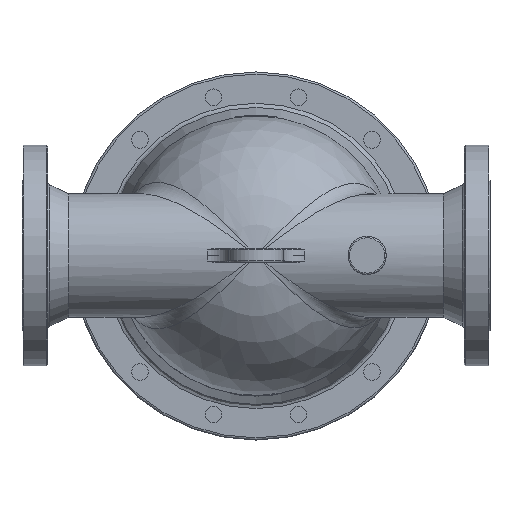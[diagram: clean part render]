
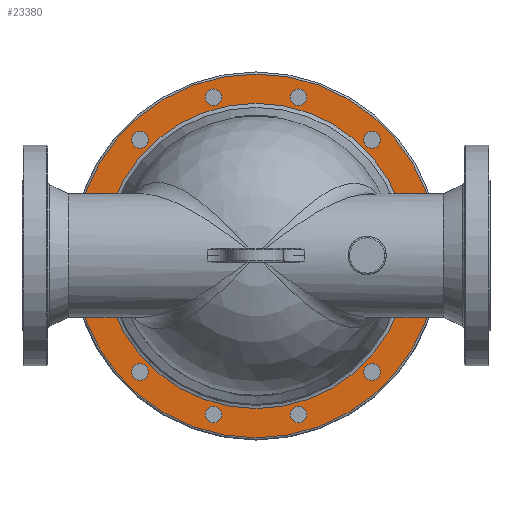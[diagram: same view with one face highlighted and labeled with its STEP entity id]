
A CAD part, top view. The second image highlights one B-rep face of the part: STEP entity #23380.
In plain terms, the highlighted planar face has unit normal (0, 0, 1).
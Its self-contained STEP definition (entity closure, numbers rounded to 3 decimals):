
#112=CARTESIAN_POINT('',(-177.623,173.231,45.0));
#113=VERTEX_POINT('',#112);
#114=CARTESIAN_POINT('',(-167.231,167.231,45.0));
#115=DIRECTION('',(0.0,0.0,-1.0));
#116=DIRECTION('',(0.866,-0.5,0.0));
#117=AXIS2_PLACEMENT_3D('',#114,#115,#116);
#118=CIRCLE('',#117,12.0);
#119=EDGE_CURVE('',#113,#113,#118,.T.);
#177=CARTESIAN_POINT('',(-67.211,238.834,45.0));
#178=VERTEX_POINT('',#177);
#179=CARTESIAN_POINT('',(-61.211,228.441,45.0));
#180=DIRECTION('',(0.0,0.0,-1.0));
#181=DIRECTION('',(0.5,-0.866,0.0));
#182=AXIS2_PLACEMENT_3D('',#179,#180,#181);
#183=CIRCLE('',#182,12.);
#184=EDGE_CURVE('',#178,#178,#183,.T.);
#242=CARTESIAN_POINT('',(61.211,240.441,45.0));
#243=VERTEX_POINT('',#242);
#244=CARTESIAN_POINT('',(61.211,228.441,45.0));
#245=DIRECTION('',(0.0,0.0,-1.0));
#246=DIRECTION('',(0.0,-1.0,0.0));
#247=AXIS2_PLACEMENT_3D('',#244,#245,#246);
#248=CIRCLE('',#247,12.);
#249=EDGE_CURVE('',#243,#243,#248,.T.);
#307=CARTESIAN_POINT('',(173.231,177.623,45.0));
#308=VERTEX_POINT('',#307);
#309=CARTESIAN_POINT('',(167.231,167.231,45.0));
#310=DIRECTION('',(0.0,0.0,-1.0));
#311=DIRECTION('',(-0.5,-0.866,0.0));
#312=AXIS2_PLACEMENT_3D('',#309,#310,#311);
#313=CIRCLE('',#312,12.0);
#314=EDGE_CURVE('',#308,#308,#313,.T.);
#372=CARTESIAN_POINT('',(238.834,67.211,45.0));
#373=VERTEX_POINT('',#372);
#374=CARTESIAN_POINT('',(228.441,61.211,45.0));
#375=DIRECTION('',(0.0,0.0,-1.0));
#376=DIRECTION('',(-0.866,-0.5,0.0));
#377=AXIS2_PLACEMENT_3D('',#374,#375,#376);
#378=CIRCLE('',#377,12.);
#379=EDGE_CURVE('',#373,#373,#378,.T.);
#437=CARTESIAN_POINT('',(240.441,-61.211,45.0));
#438=VERTEX_POINT('',#437);
#439=CARTESIAN_POINT('',(228.441,-61.211,45.0));
#440=DIRECTION('',(0.0,0.0,-1.0));
#441=DIRECTION('',(-1.0,0.0,0.0));
#442=AXIS2_PLACEMENT_3D('',#439,#440,#441);
#443=CIRCLE('',#442,12.);
#444=EDGE_CURVE('',#438,#438,#443,.T.);
#502=CARTESIAN_POINT('',(177.623,-173.231,45.0));
#503=VERTEX_POINT('',#502);
#504=CARTESIAN_POINT('',(167.231,-167.231,45.0));
#505=DIRECTION('',(0.0,0.0,-1.));
#506=DIRECTION('',(-0.866,0.5,0.0));
#507=AXIS2_PLACEMENT_3D('',#504,#505,#506);
#508=CIRCLE('',#507,12.);
#509=EDGE_CURVE('',#503,#503,#508,.T.);
#567=CARTESIAN_POINT('',(67.211,-238.834,45.0));
#568=VERTEX_POINT('',#567);
#569=CARTESIAN_POINT('',(61.211,-228.441,45.0));
#570=DIRECTION('',(0.0,0.0,-1.));
#571=DIRECTION('',(-0.5,0.866,0.0));
#572=AXIS2_PLACEMENT_3D('',#569,#570,#571);
#573=CIRCLE('',#572,12.);
#574=EDGE_CURVE('',#568,#568,#573,.T.);
#632=CARTESIAN_POINT('',(-61.211,-240.441,45.0));
#633=VERTEX_POINT('',#632);
#634=CARTESIAN_POINT('',(-61.211,-228.441,45.0));
#635=DIRECTION('',(0.0,0.0,-1.0));
#636=DIRECTION('',(0.0,1.0,0.0));
#637=AXIS2_PLACEMENT_3D('',#634,#635,#636);
#638=CIRCLE('',#637,12.);
#639=EDGE_CURVE('',#633,#633,#638,.T.);
#697=CARTESIAN_POINT('',(-173.231,-177.623,45.0));
#698=VERTEX_POINT('',#697);
#699=CARTESIAN_POINT('',(-167.231,-167.231,45.0));
#700=DIRECTION('',(0.0,0.0,-1.));
#701=DIRECTION('',(0.5,0.866,0.0));
#702=AXIS2_PLACEMENT_3D('',#699,#700,#701);
#703=CIRCLE('',#702,12.0);
#704=EDGE_CURVE('',#698,#698,#703,.T.);
#762=CARTESIAN_POINT('',(-238.834,-67.211,45.0));
#763=VERTEX_POINT('',#762);
#764=CARTESIAN_POINT('',(-228.441,-61.211,45.0));
#765=DIRECTION('',(0.0,0.0,-1.0));
#766=DIRECTION('',(0.866,0.5,0.0));
#767=AXIS2_PLACEMENT_3D('',#764,#765,#766);
#768=CIRCLE('',#767,12.0);
#769=EDGE_CURVE('',#763,#763,#768,.T.);
#5821=CARTESIAN_POINT('',(-240.441,61.211,45.0));
#5822=VERTEX_POINT('',#5821);
#5823=CARTESIAN_POINT('',(-228.441,61.211,45.0));
#5824=DIRECTION('',(0.0,0.0,-1.0));
#5825=DIRECTION('',(1.0,0.0,0.0));
#5826=AXIS2_PLACEMENT_3D('',#5823,#5824,#5825);
#5827=CIRCLE('',#5826,12.);
#5828=EDGE_CURVE('',#5822,#5822,#5827,.T.);
#23313=CARTESIAN_POINT('',(219.761,0.,45.0));
#23314=VERTEX_POINT('',#23313);
#23315=CARTESIAN_POINT('',(0.,0.0,45.0));
#23316=DIRECTION('',(0.0,0.0,1.0));
#23317=DIRECTION('',(-1.0,0.0,0.0));
#23318=AXIS2_PLACEMENT_3D('',#23315,#23316,#23317);
#23319=CIRCLE('',#23318,219.761);
#23320=EDGE_CURVE('',#23314,#23314,#23319,.T.);
#23325=CARTESIAN_POINT('',(0.0,0.0,45.0));
#23326=DIRECTION('',(0.0,0.0,-1.0));
#23327=DIRECTION('',(-1.0,0.0,0.0));
#23328=AXIS2_PLACEMENT_3D('',#23325,#23326,#23327);
#23329=PLANE('',#23328);
#23330=CARTESIAN_POINT('',(262.0,0.,45.0));
#23331=VERTEX_POINT('',#23330);
#23332=CARTESIAN_POINT('',(0.0,0.0,45.0));
#23333=DIRECTION('',(0.0,0.0,-1.0));
#23334=DIRECTION('',(-1.0,0.0,0.0));
#23335=AXIS2_PLACEMENT_3D('',#23332,#23333,#23334);
#23336=CIRCLE('',#23335,262.0);
#23337=EDGE_CURVE('',#23331,#23331,#23336,.T.);
#23338=ORIENTED_EDGE('',*,*,#23337,.F.);
#23339=EDGE_LOOP('',(#23338));
#23340=FACE_OUTER_BOUND('',#23339,.T.);
#23341=ORIENTED_EDGE('',*,*,#119,.T.);
#23342=EDGE_LOOP('',(#23341));
#23343=FACE_BOUND('',#23342,.T.);
#23344=ORIENTED_EDGE('',*,*,#184,.T.);
#23345=EDGE_LOOP('',(#23344));
#23346=FACE_BOUND('',#23345,.T.);
#23347=ORIENTED_EDGE('',*,*,#249,.T.);
#23348=EDGE_LOOP('',(#23347));
#23349=FACE_BOUND('',#23348,.T.);
#23350=ORIENTED_EDGE('',*,*,#314,.T.);
#23351=EDGE_LOOP('',(#23350));
#23352=FACE_BOUND('',#23351,.T.);
#23353=ORIENTED_EDGE('',*,*,#379,.T.);
#23354=EDGE_LOOP('',(#23353));
#23355=FACE_BOUND('',#23354,.T.);
#23356=ORIENTED_EDGE('',*,*,#444,.T.);
#23357=EDGE_LOOP('',(#23356));
#23358=FACE_BOUND('',#23357,.T.);
#23359=ORIENTED_EDGE('',*,*,#509,.T.);
#23360=EDGE_LOOP('',(#23359));
#23361=FACE_BOUND('',#23360,.T.);
#23362=ORIENTED_EDGE('',*,*,#574,.T.);
#23363=EDGE_LOOP('',(#23362));
#23364=FACE_BOUND('',#23363,.T.);
#23365=ORIENTED_EDGE('',*,*,#639,.T.);
#23366=EDGE_LOOP('',(#23365));
#23367=FACE_BOUND('',#23366,.T.);
#23368=ORIENTED_EDGE('',*,*,#704,.T.);
#23369=EDGE_LOOP('',(#23368));
#23370=FACE_BOUND('',#23369,.T.);
#23371=ORIENTED_EDGE('',*,*,#769,.T.);
#23372=EDGE_LOOP('',(#23371));
#23373=FACE_BOUND('',#23372,.T.);
#23374=ORIENTED_EDGE('',*,*,#5828,.T.);
#23375=EDGE_LOOP('',(#23374));
#23376=FACE_BOUND('',#23375,.T.);
#23377=ORIENTED_EDGE('',*,*,#23320,.F.);
#23378=EDGE_LOOP('',(#23377));
#23379=FACE_BOUND('',#23378,.T.);
#23380=ADVANCED_FACE('',(#23340,#23343,#23346,#23349,#23352,#23355,#23358,#23361,#23364,#23367,#23370,#23373,#23376,#23379),#23329,.F.);
